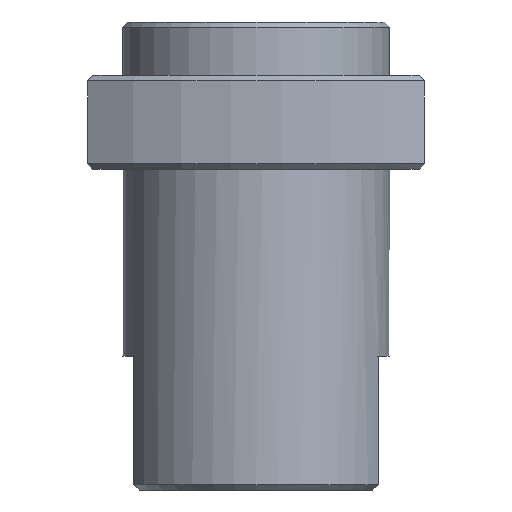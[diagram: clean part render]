
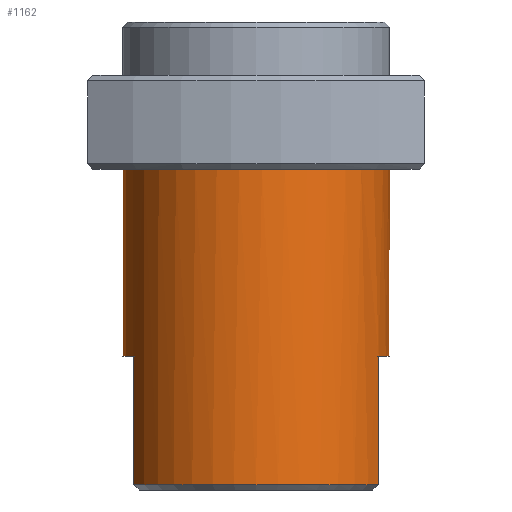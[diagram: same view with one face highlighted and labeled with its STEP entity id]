
A CAD part, left-side view. The second image highlights one B-rep face of the part: STEP entity #1162.
In plain terms, the highlighted cylindrical face has radius 5 mm (diameter 10 mm), a full revolution.
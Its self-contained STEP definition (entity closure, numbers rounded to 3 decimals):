
#21=FACE_BOUND('',#240,.T.);
#43=CYLINDRICAL_SURFACE('',#1255,5.);
#76=CIRCLE('',#1185,5.);
#81=CIRCLE('',#1191,5.);
#84=CIRCLE('',#1196,5.);
#105=CIRCLE('',#1239,5.);
#113=CIRCLE('',#1254,5.);
#167=FACE_OUTER_BOUND('',#239,.T.);
#239=EDGE_LOOP('',(#1010,#1011,#1012,#1013,#1014,#1015,#1016,#1017));
#240=EDGE_LOOP('',(#1018));
#330=LINE('',#1521,#394);
#339=LINE('',#1584,#403);
#350=LINE('',#1650,#414);
#369=LINE('',#1789,#433);
#394=VECTOR('',#1275,10.);
#403=VECTOR('',#1286,10.);
#414=VECTOR('',#1299,10.);
#433=VECTOR('',#1340,10.);
#458=VERTEX_POINT('',#1519);
#459=VERTEX_POINT('',#1520);
#473=VERTEX_POINT('',#1582);
#474=VERTEX_POINT('',#1583);
#490=VERTEX_POINT('',#1647);
#491=VERTEX_POINT('',#1649);
#509=VERTEX_POINT('',#1721);
#525=VERTEX_POINT('',#1785);
#561=VERTEX_POINT('',#2763);
#574=EDGE_CURVE('',#458,#459,#330,.T.);
#589=EDGE_CURVE('',#473,#474,#339,.T.);
#606=EDGE_CURVE('',#491,#490,#350,.T.);
#619=EDGE_CURVE('',#459,#473,#76,.T.);
#627=EDGE_CURVE('',#490,#509,#81,.T.);
#645=EDGE_CURVE('',#509,#525,#369,.T.);
#649=EDGE_CURVE('',#491,#474,#84,.T.);
#717=EDGE_CURVE('',#561,#561,#105,.T.);
#733=EDGE_CURVE('',#458,#525,#113,.T.);
#1010=ORIENTED_EDGE('',*,*,#645,.T.);
#1011=ORIENTED_EDGE('',*,*,#733,.F.);
#1012=ORIENTED_EDGE('',*,*,#574,.T.);
#1013=ORIENTED_EDGE('',*,*,#619,.T.);
#1014=ORIENTED_EDGE('',*,*,#589,.T.);
#1015=ORIENTED_EDGE('',*,*,#649,.F.);
#1016=ORIENTED_EDGE('',*,*,#606,.T.);
#1017=ORIENTED_EDGE('',*,*,#627,.T.);
#1018=ORIENTED_EDGE('',*,*,#717,.F.);
#1162=ADVANCED_FACE('',(#167,#21),#43,.T.);
#1185=AXIS2_PLACEMENT_3D('',#1707,#1308,#1309);
#1191=AXIS2_PLACEMENT_3D('',#1723,#1323,#1324);
#1196=AXIS2_PLACEMENT_3D('',#1824,#1344,#1345);
#1239=AXIS2_PLACEMENT_3D('',#2764,#1447,#1448);
#1254=AXIS2_PLACEMENT_3D('',#2807,#1481,#1482);
#1255=AXIS2_PLACEMENT_3D('',#2808,#1483,#1484);
#1275=DIRECTION('',(0.,0.,1.));
#1286=DIRECTION('',(0.,0.,-1.));
#1299=DIRECTION('',(0.,0.,1.));
#1308=DIRECTION('center_axis',(0.,0.,1.));
#1309=DIRECTION('ref_axis',(-1.,0.,0.));
#1323=DIRECTION('center_axis',(0.,0.,1.));
#1324=DIRECTION('ref_axis',(-1.,0.,0.));
#1340=DIRECTION('',(0.,0.,-1.));
#1344=DIRECTION('center_axis',(0.,0.,-1.));
#1345=DIRECTION('ref_axis',(-1.,0.,0.));
#1447=DIRECTION('center_axis',(0.,0.,1.));
#1448=DIRECTION('ref_axis',(-1.,0.,0.));
#1481=DIRECTION('center_axis',(0.,0.,-1.));
#1482=DIRECTION('ref_axis',(-1.,0.,0.));
#1483=DIRECTION('center_axis',(0.,0.,-1.));
#1484=DIRECTION('ref_axis',(-1.,0.,0.));
#1519=CARTESIAN_POINT('',(-2.,-4.583,-11.8));
#1520=CARTESIAN_POINT('',(-2.,-4.583,-7.));
#1521=CARTESIAN_POINT('',(-2.,-4.583,0.));
#1582=CARTESIAN_POINT('',(2.,-4.583,-7.));
#1583=CARTESIAN_POINT('',(2.,-4.583,-11.8));
#1584=CARTESIAN_POINT('',(2.,-4.583,0.));
#1647=CARTESIAN_POINT('',(2.,4.583,-7.));
#1649=CARTESIAN_POINT('',(2.,4.583,-11.8));
#1650=CARTESIAN_POINT('',(2.,4.583,0.));
#1707=CARTESIAN_POINT('Origin',(0.,0.,-7.));
#1721=CARTESIAN_POINT('',(-2.,4.583,-7.));
#1723=CARTESIAN_POINT('Origin',(0.,0.,-7.));
#1785=CARTESIAN_POINT('',(-2.,4.583,-11.8));
#1789=CARTESIAN_POINT('',(-2.,4.583,0.));
#1824=CARTESIAN_POINT('Origin',(0.,0.,-11.8));
#2763=CARTESIAN_POINT('',(5.,0.,0.));
#2764=CARTESIAN_POINT('Origin',(0.,0.,0.));
#2807=CARTESIAN_POINT('Origin',(0.,0.,-11.8));
#2808=CARTESIAN_POINT('Origin',(0.,0.,0.));
